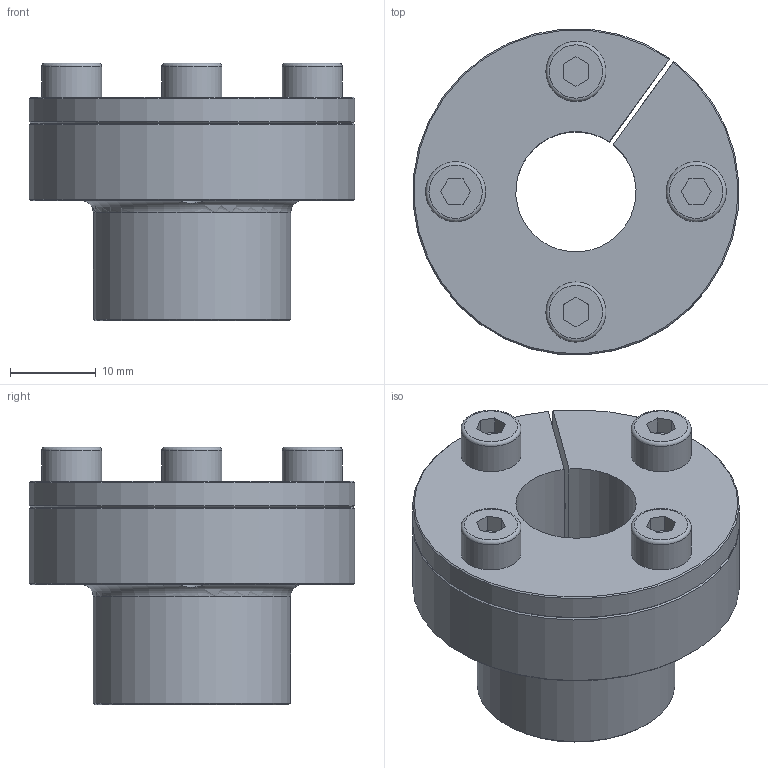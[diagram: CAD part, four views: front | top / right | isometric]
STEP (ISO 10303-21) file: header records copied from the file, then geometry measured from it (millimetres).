
FILE_DESCRIPTION(/* description */ (''),/* implementation_level */ '2;1');
FILE_NAME(/* name */ 'OBC14x23x26 B.stp',/* time_stamp */ '2018-10-10T05:43:43-08:00',/* author */ ('ASUS'),/* organization */ ('TraceParts S.A.'),/* preprocessor_version */ 'ST-DEVELOPER v16.13',/* originating_system */ 'Autodesk Inventor 2018',/* authorisation */ '');
FILE_SCHEMA (('AUTOMOTIVE_DESIGN { 1 0 10303 214 3 1 1 }'));
Length unit declared in the file: millimetre
Products named in the file (1): locks_cl14x23t
Bounding box: 37.91 x 37.9 x 30 mm (x, y, z)
Volume: 13526.3 mm3; surface area: 8308.4 mm2
Topology: 1 solids, 1 shells, 82 faces, 208 edges, 136 vertices
Faces by surface type: plane 46, cylinder 17, cone 13, torus 6
Full cylindrical faces by diameter (mm): 4 x8, 7 x4
Entity records: 2549 total; most frequent: CARTESIAN_POINT 471, DIRECTION 408, ORIENTED_EDGE 368, EDGE_CURVE 184, AXIS2_PLACEMENT_3D 147, VERTEX_POINT 132, EDGE_LOOP 120, LINE 114
